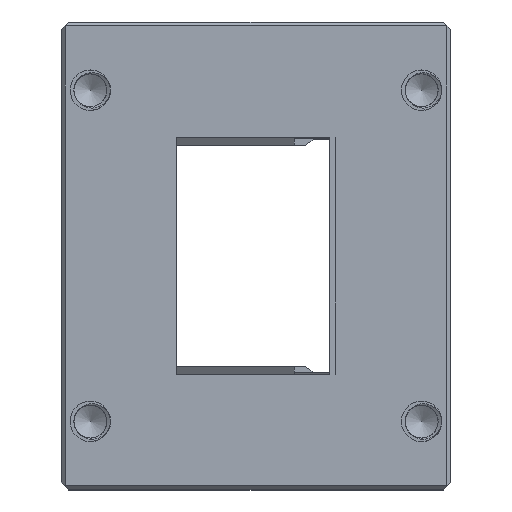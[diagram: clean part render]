
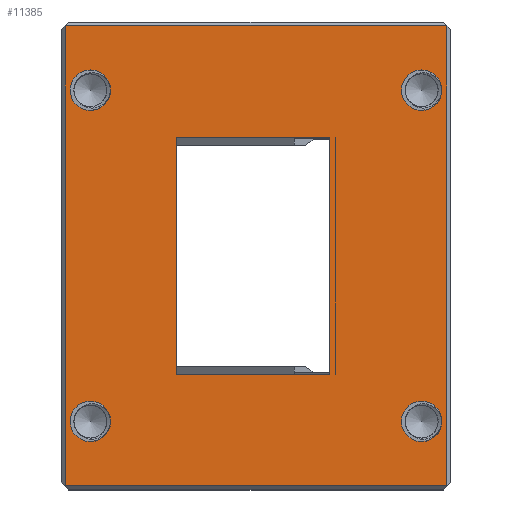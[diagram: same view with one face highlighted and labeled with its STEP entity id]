
A CAD part, top view. The second image highlights one B-rep face of the part: STEP entity #11385.
In plain terms, the highlighted planar face has unit normal (0, 0, 1).
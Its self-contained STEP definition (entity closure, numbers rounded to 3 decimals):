
#97=FACE_BOUND('',#1244,.T.);
#98=FACE_BOUND('',#1245,.T.);
#99=FACE_BOUND('',#1246,.T.);
#100=FACE_BOUND('',#1247,.T.);
#101=FACE_BOUND('',#1248,.T.);
#201=PLANE('',#12081);
#581=FACE_OUTER_BOUND('',#1243,.T.);
#1243=EDGE_LOOP('',(#8821,#8822,#8823,#8824));
#1244=EDGE_LOOP('',(#8825));
#1245=EDGE_LOOP('',(#8826));
#1246=EDGE_LOOP('',(#8827));
#1247=EDGE_LOOP('',(#8828));
#1248=EDGE_LOOP('',(#8829,#8830,#8831,#8832));
#1665=CIRCLE('',#12082,2.6);
#1666=CIRCLE('',#12083,2.6);
#1667=CIRCLE('',#12084,2.6);
#1668=CIRCLE('',#12085,2.6);
#2958=LINE('',#29136,#3722);
#2993=LINE('',#29223,#3757);
#2995=LINE('',#29226,#3759);
#3001=LINE('',#29236,#3765);
#3006=LINE('',#29260,#3770);
#3007=LINE('',#29262,#3771);
#3008=LINE('',#29264,#3772);
#3009=LINE('',#29265,#3773);
#3722=VECTOR('',#13522,10.);
#3757=VECTOR('',#13583,10.);
#3759=VECTOR('',#13587,10.);
#3765=VECTOR('',#13597,10.);
#3770=VECTOR('',#13620,10.);
#3771=VECTOR('',#13621,10.);
#3772=VECTOR('',#13622,10.);
#3773=VECTOR('',#13623,10.);
#4678=VERTEX_POINT('',#29126);
#4681=VERTEX_POINT('',#29134);
#4716=VERTEX_POINT('',#29210);
#4720=VERTEX_POINT('',#29222);
#4727=VERTEX_POINT('',#29250);
#4728=VERTEX_POINT('',#29252);
#4729=VERTEX_POINT('',#29254);
#4730=VERTEX_POINT('',#29256);
#4731=VERTEX_POINT('',#29258);
#4732=VERTEX_POINT('',#29259);
#4733=VERTEX_POINT('',#29261);
#4734=VERTEX_POINT('',#29263);
#6136=EDGE_CURVE('',#4681,#4678,#2958,.T.);
#6179=EDGE_CURVE('',#4716,#4720,#2993,.T.);
#6181=EDGE_CURVE('',#4678,#4716,#2995,.T.);
#6187=EDGE_CURVE('',#4720,#4681,#3001,.T.);
#6194=EDGE_CURVE('',#4727,#4727,#1665,.T.);
#6195=EDGE_CURVE('',#4728,#4728,#1666,.T.);
#6196=EDGE_CURVE('',#4729,#4729,#1667,.T.);
#6197=EDGE_CURVE('',#4730,#4730,#1668,.T.);
#6198=EDGE_CURVE('',#4731,#4732,#3006,.T.);
#6199=EDGE_CURVE('',#4733,#4732,#3007,.T.);
#6200=EDGE_CURVE('',#4733,#4734,#3008,.T.);
#6201=EDGE_CURVE('',#4734,#4731,#3009,.T.);
#8821=ORIENTED_EDGE('',*,*,#6187,.F.);
#8822=ORIENTED_EDGE('',*,*,#6179,.F.);
#8823=ORIENTED_EDGE('',*,*,#6181,.F.);
#8824=ORIENTED_EDGE('',*,*,#6136,.F.);
#8825=ORIENTED_EDGE('',*,*,#6194,.T.);
#8826=ORIENTED_EDGE('',*,*,#6195,.T.);
#8827=ORIENTED_EDGE('',*,*,#6196,.T.);
#8828=ORIENTED_EDGE('',*,*,#6197,.T.);
#8829=ORIENTED_EDGE('',*,*,#6198,.T.);
#8830=ORIENTED_EDGE('',*,*,#6199,.F.);
#8831=ORIENTED_EDGE('',*,*,#6200,.T.);
#8832=ORIENTED_EDGE('',*,*,#6201,.T.);
#11385=ADVANCED_FACE('',(#581,#97,#98,#99,#100,#101),#201,.T.);
#12081=AXIS2_PLACEMENT_3D('',#29249,#13610,#13611);
#12082=AXIS2_PLACEMENT_3D('',#29251,#13612,#13613);
#12083=AXIS2_PLACEMENT_3D('',#29253,#13614,#13615);
#12084=AXIS2_PLACEMENT_3D('',#29255,#13616,#13617);
#12085=AXIS2_PLACEMENT_3D('',#29257,#13618,#13619);
#13522=DIRECTION('',(1.,0.,0.));
#13583=DIRECTION('',(-1.,0.,0.));
#13587=DIRECTION('',(0.,-1.,0.));
#13597=DIRECTION('',(0.,1.,0.));
#13610=DIRECTION('center_axis',(0.,0.,1.));
#13611=DIRECTION('ref_axis',(1.,0.,0.));
#13612=DIRECTION('center_axis',(0.,0.,-1.));
#13613=DIRECTION('ref_axis',(1.,0.,0.));
#13614=DIRECTION('center_axis',(0.,0.,-1.));
#13615=DIRECTION('ref_axis',(1.,0.,0.));
#13616=DIRECTION('center_axis',(0.,0.,-1.));
#13617=DIRECTION('ref_axis',(1.,0.,0.));
#13618=DIRECTION('center_axis',(0.,0.,-1.));
#13619=DIRECTION('ref_axis',(1.,0.,0.));
#13620=DIRECTION('',(0.,-1.,0.));
#13621=DIRECTION('',(1.,0.,0.));
#13622=DIRECTION('',(0.,1.,0.));
#13623=DIRECTION('',(1.,0.,0.));
#29126=CARTESIAN_POINT('',(24.5,29.5,11.157));
#29134=CARTESIAN_POINT('',(-24.5,29.5,11.157));
#29136=CARTESIAN_POINT('',(-18.078,29.5,11.157));
#29210=CARTESIAN_POINT('',(24.5,-29.5,11.157));
#29222=CARTESIAN_POINT('',(-24.5,-29.5,11.157));
#29223=CARTESIAN_POINT('',(6.922,-29.5,11.157));
#29226=CARTESIAN_POINT('',(24.5,0.,11.157));
#29236=CARTESIAN_POINT('',(-24.5,-12.5,11.157));
#29249=CARTESIAN_POINT('Origin',(-11.157,0.,11.157));
#29250=CARTESIAN_POINT('',(18.65,-21.25,11.157));
#29251=CARTESIAN_POINT('Origin',(21.25,-21.25,11.157));
#29252=CARTESIAN_POINT('',(-23.85,-21.25,11.157));
#29253=CARTESIAN_POINT('Origin',(-21.25,-21.25,11.157));
#29254=CARTESIAN_POINT('',(-23.85,21.25,11.157));
#29255=CARTESIAN_POINT('Origin',(-21.25,21.25,11.157));
#29256=CARTESIAN_POINT('',(18.65,21.25,11.157));
#29257=CARTESIAN_POINT('Origin',(21.25,21.25,11.157));
#29258=CARTESIAN_POINT('',(9.44,15.2,11.157));
#29259=CARTESIAN_POINT('',(9.44,-15.2,11.157));
#29260=CARTESIAN_POINT('',(9.44,7.6,11.157));
#29261=CARTESIAN_POINT('',(-10.218,-15.2,11.157));
#29262=CARTESIAN_POINT('',(-0.858,-15.2,11.157));
#29263=CARTESIAN_POINT('',(-10.218,15.2,11.157));
#29264=CARTESIAN_POINT('',(-10.218,-8.5,11.157));
#29265=CARTESIAN_POINT('',(-10.687,15.2,11.157));
